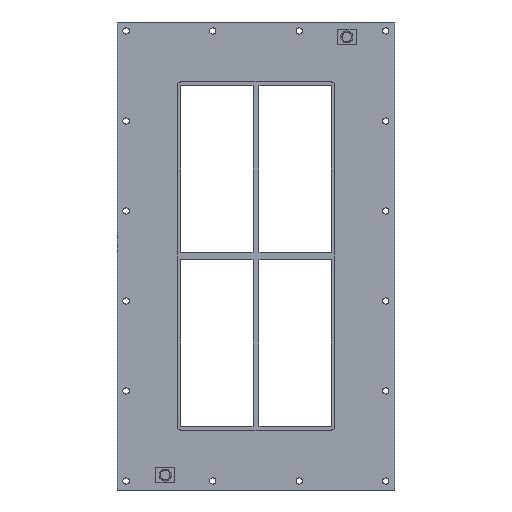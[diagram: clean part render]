
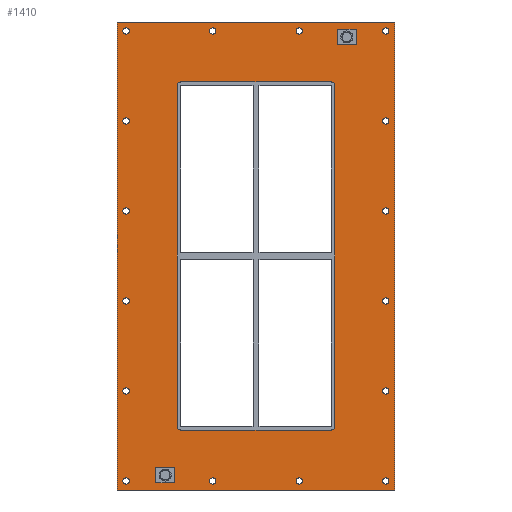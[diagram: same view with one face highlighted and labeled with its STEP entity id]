
A CAD part, front view. The second image highlights one B-rep face of the part: STEP entity #1410.
In plain terms, the highlighted planar face has unit normal (0, -1, 0).
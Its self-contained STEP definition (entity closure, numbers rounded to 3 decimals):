
#84=CARTESIAN_POINT('',(-211.25,0.0,-375.));
#85=VERTEX_POINT('',#84);
#86=CARTESIAN_POINT('',(-216.5,0.0,-375.));
#87=DIRECTION('',(0.0,1.0,0.0));
#88=DIRECTION('',(1.0,0.0,0.0));
#89=AXIS2_PLACEMENT_3D('',#86,#87,#88);
#90=CIRCLE('',#89,5.25);
#91=EDGE_CURVE('',#85,#85,#90,.T.);
#112=CARTESIAN_POINT('',(221.65,0.0,-225.));
#113=VERTEX_POINT('',#112);
#114=CARTESIAN_POINT('',(216.4,0.0,-225.));
#115=DIRECTION('',(0.0,1.0,0.0));
#116=DIRECTION('',(1.0,0.0,0.0));
#117=AXIS2_PLACEMENT_3D('',#114,#115,#116);
#118=CIRCLE('',#117,5.25);
#119=EDGE_CURVE('',#113,#113,#118,.T.);
#140=CARTESIAN_POINT('',(-211.25,0.0,-225.));
#141=VERTEX_POINT('',#140);
#142=CARTESIAN_POINT('',(-216.5,0.0,-225.));
#143=DIRECTION('',(0.0,1.0,0.0));
#144=DIRECTION('',(1.0,0.0,0.0));
#145=AXIS2_PLACEMENT_3D('',#142,#143,#144);
#146=CIRCLE('',#145,5.25);
#147=EDGE_CURVE('',#141,#141,#146,.T.);
#168=CARTESIAN_POINT('',(221.65,0.0,-75.));
#169=VERTEX_POINT('',#168);
#170=CARTESIAN_POINT('',(216.4,0.0,-75.));
#171=DIRECTION('',(0.0,1.0,0.0));
#172=DIRECTION('',(1.0,0.0,0.0));
#173=AXIS2_PLACEMENT_3D('',#170,#171,#172);
#174=CIRCLE('',#173,5.25);
#175=EDGE_CURVE('',#169,#169,#174,.T.);
#196=CARTESIAN_POINT('',(-211.25,0.0,-75.));
#197=VERTEX_POINT('',#196);
#198=CARTESIAN_POINT('',(-216.5,0.0,-75.));
#199=DIRECTION('',(0.0,1.0,0.0));
#200=DIRECTION('',(1.0,0.0,0.0));
#201=AXIS2_PLACEMENT_3D('',#198,#199,#200);
#202=CIRCLE('',#201,5.25);
#203=EDGE_CURVE('',#197,#197,#202,.T.);
#224=CARTESIAN_POINT('',(221.65,0.0,75.));
#225=VERTEX_POINT('',#224);
#226=CARTESIAN_POINT('',(216.4,0.0,75.));
#227=DIRECTION('',(0.0,1.0,0.0));
#228=DIRECTION('',(1.0,0.0,0.0));
#229=AXIS2_PLACEMENT_3D('',#226,#227,#228);
#230=CIRCLE('',#229,5.25);
#231=EDGE_CURVE('',#225,#225,#230,.T.);
#252=CARTESIAN_POINT('',(-211.25,0.0,75.));
#253=VERTEX_POINT('',#252);
#254=CARTESIAN_POINT('',(-216.5,0.0,75.));
#255=DIRECTION('',(0.0,1.0,0.0));
#256=DIRECTION('',(1.0,0.0,0.0));
#257=AXIS2_PLACEMENT_3D('',#254,#255,#256);
#258=CIRCLE('',#257,5.25);
#259=EDGE_CURVE('',#253,#253,#258,.T.);
#280=CARTESIAN_POINT('',(221.65,0.0,225.));
#281=VERTEX_POINT('',#280);
#282=CARTESIAN_POINT('',(216.4,0.0,225.));
#283=DIRECTION('',(0.0,1.0,0.0));
#284=DIRECTION('',(1.0,0.0,0.0));
#285=AXIS2_PLACEMENT_3D('',#282,#283,#284);
#286=CIRCLE('',#285,5.25);
#287=EDGE_CURVE('',#281,#281,#286,.T.);
#308=CARTESIAN_POINT('',(-211.25,0.0,225.));
#309=VERTEX_POINT('',#308);
#310=CARTESIAN_POINT('',(-216.5,0.0,225.));
#311=DIRECTION('',(0.0,1.0,0.0));
#312=DIRECTION('',(1.0,0.0,0.0));
#313=AXIS2_PLACEMENT_3D('',#310,#311,#312);
#314=CIRCLE('',#313,5.25);
#315=EDGE_CURVE('',#309,#309,#314,.T.);
#336=CARTESIAN_POINT('',(-66.95,0.0,375.));
#337=VERTEX_POINT('',#336);
#338=CARTESIAN_POINT('',(-72.2,0.0,375.));
#339=DIRECTION('',(0.0,1.0,0.0));
#340=DIRECTION('',(1.0,0.0,0.0));
#341=AXIS2_PLACEMENT_3D('',#338,#339,#340);
#342=CIRCLE('',#341,5.25);
#343=EDGE_CURVE('',#337,#337,#342,.T.);
#364=CARTESIAN_POINT('',(-66.95,0.0,-375.));
#365=VERTEX_POINT('',#364);
#366=CARTESIAN_POINT('',(-72.2,0.0,-375.));
#367=DIRECTION('',(0.0,1.0,0.0));
#368=DIRECTION('',(1.0,0.0,0.0));
#369=AXIS2_PLACEMENT_3D('',#366,#367,#368);
#370=CIRCLE('',#369,5.25);
#371=EDGE_CURVE('',#365,#365,#370,.T.);
#392=CARTESIAN_POINT('',(77.35,0.0,375.));
#393=VERTEX_POINT('',#392);
#394=CARTESIAN_POINT('',(72.1,0.0,375.));
#395=DIRECTION('',(0.0,1.0,0.0));
#396=DIRECTION('',(1.0,0.0,0.0));
#397=AXIS2_PLACEMENT_3D('',#394,#395,#396);
#398=CIRCLE('',#397,5.25);
#399=EDGE_CURVE('',#393,#393,#398,.T.);
#420=CARTESIAN_POINT('',(77.35,0.0,-375.));
#421=VERTEX_POINT('',#420);
#422=CARTESIAN_POINT('',(72.1,0.0,-375.));
#423=DIRECTION('',(0.0,1.0,0.0));
#424=DIRECTION('',(1.0,0.0,0.0));
#425=AXIS2_PLACEMENT_3D('',#422,#423,#424);
#426=CIRCLE('',#425,5.25);
#427=EDGE_CURVE('',#421,#421,#426,.T.);
#448=CARTESIAN_POINT('',(221.65,0.0,-375.));
#449=VERTEX_POINT('',#448);
#450=CARTESIAN_POINT('',(216.4,0.0,-375.));
#451=DIRECTION('',(0.0,1.0,0.0));
#452=DIRECTION('',(1.0,0.0,0.0));
#453=AXIS2_PLACEMENT_3D('',#450,#451,#452);
#454=CIRCLE('',#453,5.25);
#455=EDGE_CURVE('',#449,#449,#454,.T.);
#476=CARTESIAN_POINT('',(-211.25,0.0,375.));
#477=VERTEX_POINT('',#476);
#478=CARTESIAN_POINT('',(-216.5,0.0,375.));
#479=DIRECTION('',(0.0,1.0,0.0));
#480=DIRECTION('',(1.0,0.0,0.0));
#481=AXIS2_PLACEMENT_3D('',#478,#479,#480);
#482=CIRCLE('',#481,5.25);
#483=EDGE_CURVE('',#477,#477,#482,.T.);
#504=CARTESIAN_POINT('',(221.65,0.0,375.));
#505=VERTEX_POINT('',#504);
#506=CARTESIAN_POINT('',(216.4,0.0,375.));
#507=DIRECTION('',(0.0,1.0,0.0));
#508=DIRECTION('',(1.0,0.0,0.0));
#509=AXIS2_PLACEMENT_3D('',#506,#507,#508);
#510=CIRCLE('',#509,5.25);
#511=EDGE_CURVE('',#505,#505,#510,.T.);
#1253=CARTESIAN_POINT('',(0.,0.0,0.));
#1254=DIRECTION('',(0.0,1.0,0.0));
#1255=DIRECTION('',(0.0,0.0,1.0));
#1256=AXIS2_PLACEMENT_3D('',#1253,#1254,#1255);
#1257=PLANE('',#1256);
#1258=CARTESIAN_POINT('',(-231.5,0.0,390.));
#1259=VERTEX_POINT('',#1258);
#1260=CARTESIAN_POINT('',(231.5,0.0,390.));
#1261=VERTEX_POINT('',#1260);
#1262=CARTESIAN_POINT('',(-231.5,0.0,390.));
#1263=DIRECTION('',(1.0,0.0,0.0));
#1264=VECTOR('',#1263,463.);
#1265=LINE('',#1262,#1264);
#1266=EDGE_CURVE('',#1259,#1261,#1265,.T.);
#1267=ORIENTED_EDGE('',*,*,#1266,.F.);
#1268=CARTESIAN_POINT('',(-231.5,0.0,-390.));
#1269=VERTEX_POINT('',#1268);
#1270=CARTESIAN_POINT('',(-231.5,0.0,-390.));
#1271=DIRECTION('',(0.0,0.0,1.0));
#1272=VECTOR('',#1271,780.);
#1273=LINE('',#1270,#1272);
#1274=EDGE_CURVE('',#1269,#1259,#1273,.T.);
#1275=ORIENTED_EDGE('',*,*,#1274,.F.);
#1276=CARTESIAN_POINT('',(231.5,0.0,-390.));
#1277=VERTEX_POINT('',#1276);
#1278=CARTESIAN_POINT('',(231.5,0.0,-390.));
#1279=DIRECTION('',(-1.0,0.0,0.0));
#1280=VECTOR('',#1279,463.);
#1281=LINE('',#1278,#1280);
#1282=EDGE_CURVE('',#1277,#1269,#1281,.T.);
#1283=ORIENTED_EDGE('',*,*,#1282,.F.);
#1284=CARTESIAN_POINT('',(231.5,0.0,390.));
#1285=DIRECTION('',(0.0,0.0,-1.0));
#1286=VECTOR('',#1285,780.);
#1287=LINE('',#1284,#1286);
#1288=EDGE_CURVE('',#1261,#1277,#1287,.T.);
#1289=ORIENTED_EDGE('',*,*,#1288,.F.);
#1290=EDGE_LOOP('',(#1267,#1275,#1283,#1289));
#1291=FACE_OUTER_BOUND('',#1290,.T.);
#1292=ORIENTED_EDGE('',*,*,#91,.T.);
#1293=EDGE_LOOP('',(#1292));
#1294=FACE_BOUND('',#1293,.T.);
#1295=ORIENTED_EDGE('',*,*,#119,.T.);
#1296=EDGE_LOOP('',(#1295));
#1297=FACE_BOUND('',#1296,.T.);
#1298=ORIENTED_EDGE('',*,*,#147,.T.);
#1299=EDGE_LOOP('',(#1298));
#1300=FACE_BOUND('',#1299,.T.);
#1301=ORIENTED_EDGE('',*,*,#175,.T.);
#1302=EDGE_LOOP('',(#1301));
#1303=FACE_BOUND('',#1302,.T.);
#1304=ORIENTED_EDGE('',*,*,#203,.T.);
#1305=EDGE_LOOP('',(#1304));
#1306=FACE_BOUND('',#1305,.T.);
#1307=ORIENTED_EDGE('',*,*,#231,.T.);
#1308=EDGE_LOOP('',(#1307));
#1309=FACE_BOUND('',#1308,.T.);
#1310=ORIENTED_EDGE('',*,*,#259,.T.);
#1311=EDGE_LOOP('',(#1310));
#1312=FACE_BOUND('',#1311,.T.);
#1313=ORIENTED_EDGE('',*,*,#287,.T.);
#1314=EDGE_LOOP('',(#1313));
#1315=FACE_BOUND('',#1314,.T.);
#1316=ORIENTED_EDGE('',*,*,#315,.T.);
#1317=EDGE_LOOP('',(#1316));
#1318=FACE_BOUND('',#1317,.T.);
#1319=ORIENTED_EDGE('',*,*,#343,.T.);
#1320=EDGE_LOOP('',(#1319));
#1321=FACE_BOUND('',#1320,.T.);
#1322=ORIENTED_EDGE('',*,*,#371,.T.);
#1323=EDGE_LOOP('',(#1322));
#1324=FACE_BOUND('',#1323,.T.);
#1325=ORIENTED_EDGE('',*,*,#399,.T.);
#1326=EDGE_LOOP('',(#1325));
#1327=FACE_BOUND('',#1326,.T.);
#1328=ORIENTED_EDGE('',*,*,#427,.T.);
#1329=EDGE_LOOP('',(#1328));
#1330=FACE_BOUND('',#1329,.T.);
#1331=ORIENTED_EDGE('',*,*,#455,.T.);
#1332=EDGE_LOOP('',(#1331));
#1333=FACE_BOUND('',#1332,.T.);
#1334=ORIENTED_EDGE('',*,*,#483,.T.);
#1335=EDGE_LOOP('',(#1334));
#1336=FACE_BOUND('',#1335,.T.);
#1337=ORIENTED_EDGE('',*,*,#511,.T.);
#1338=EDGE_LOOP('',(#1337));
#1339=FACE_BOUND('',#1338,.T.);
#1340=CARTESIAN_POINT('',(-125.5,0.0,290.0));
#1341=VERTEX_POINT('',#1340);
#1342=CARTESIAN_POINT('',(-131.5,0.0,284.0));
#1343=VERTEX_POINT('',#1342);
#1344=CARTESIAN_POINT('',(-125.5,0.0,284.0));
#1345=DIRECTION('',(0.0,-1.0,0.0));
#1346=DIRECTION('',(-0.707,0.0,0.707));
#1347=AXIS2_PLACEMENT_3D('',#1344,#1345,#1346);
#1348=CIRCLE('',#1347,6.);
#1349=EDGE_CURVE('',#1341,#1343,#1348,.T.);
#1350=ORIENTED_EDGE('',*,*,#1349,.F.);
#1351=CARTESIAN_POINT('',(125.5,0.0,290.0));
#1352=VERTEX_POINT('',#1351);
#1353=CARTESIAN_POINT('',(125.5,0.0,290.0));
#1354=DIRECTION('',(-1.0,0.0,0.0));
#1355=VECTOR('',#1354,251.0);
#1356=LINE('',#1353,#1355);
#1357=EDGE_CURVE('',#1352,#1341,#1356,.T.);
#1358=ORIENTED_EDGE('',*,*,#1357,.F.);
#1359=CARTESIAN_POINT('',(131.5,0.0,284.0));
#1360=VERTEX_POINT('',#1359);
#1361=CARTESIAN_POINT('',(125.5,0.0,284.0));
#1362=DIRECTION('',(0.0,-1.0,0.0));
#1363=DIRECTION('',(0.707,0.0,0.707));
#1364=AXIS2_PLACEMENT_3D('',#1361,#1362,#1363);
#1365=CIRCLE('',#1364,6.);
#1366=EDGE_CURVE('',#1360,#1352,#1365,.T.);
#1367=ORIENTED_EDGE('',*,*,#1366,.F.);
#1368=CARTESIAN_POINT('',(131.5,0.0,-284.0));
#1369=VERTEX_POINT('',#1368);
#1370=CARTESIAN_POINT('',(131.5,0.0,-284.0));
#1371=DIRECTION('',(0.0,0.0,1.0));
#1372=VECTOR('',#1371,568.0);
#1373=LINE('',#1370,#1372);
#1374=EDGE_CURVE('',#1369,#1360,#1373,.T.);
#1375=ORIENTED_EDGE('',*,*,#1374,.F.);
#1376=CARTESIAN_POINT('',(125.5,0.0,-290.0));
#1377=VERTEX_POINT('',#1376);
#1378=CARTESIAN_POINT('',(125.5,0.0,-284.0));
#1379=DIRECTION('',(0.0,-1.0,0.0));
#1380=DIRECTION('',(0.707,0.0,-0.707));
#1381=AXIS2_PLACEMENT_3D('',#1378,#1379,#1380);
#1382=CIRCLE('',#1381,6.);
#1383=EDGE_CURVE('',#1377,#1369,#1382,.T.);
#1384=ORIENTED_EDGE('',*,*,#1383,.F.);
#1385=CARTESIAN_POINT('',(-125.5,0.0,-290.0));
#1386=VERTEX_POINT('',#1385);
#1387=CARTESIAN_POINT('',(-125.5,0.0,-290.0));
#1388=DIRECTION('',(1.0,0.0,0.0));
#1389=VECTOR('',#1388,251.0);
#1390=LINE('',#1387,#1389);
#1391=EDGE_CURVE('',#1386,#1377,#1390,.T.);
#1392=ORIENTED_EDGE('',*,*,#1391,.F.);
#1393=CARTESIAN_POINT('',(-131.5,0.0,-284.0));
#1394=VERTEX_POINT('',#1393);
#1395=CARTESIAN_POINT('',(-125.5,0.0,-284.0));
#1396=DIRECTION('',(0.0,-1.0,0.0));
#1397=DIRECTION('',(-0.707,0.0,-0.707));
#1398=AXIS2_PLACEMENT_3D('',#1395,#1396,#1397);
#1399=CIRCLE('',#1398,6.);
#1400=EDGE_CURVE('',#1394,#1386,#1399,.T.);
#1401=ORIENTED_EDGE('',*,*,#1400,.F.);
#1402=CARTESIAN_POINT('',(-131.5,0.0,284.0));
#1403=DIRECTION('',(0.0,0.0,-1.0));
#1404=VECTOR('',#1403,568.0);
#1405=LINE('',#1402,#1404);
#1406=EDGE_CURVE('',#1343,#1394,#1405,.T.);
#1407=ORIENTED_EDGE('',*,*,#1406,.F.);
#1408=EDGE_LOOP('',(#1350,#1358,#1367,#1375,#1384,#1392,#1401,#1407));
#1409=FACE_BOUND('',#1408,.T.);
#1410=ADVANCED_FACE('',(#1291,#1294,#1297,#1300,#1303,#1306,#1309,#1312,#1315,#1318,#1321,#1324,#1327,#1330,#1333,#1336,#1339,#1409),#1257,.F.);
